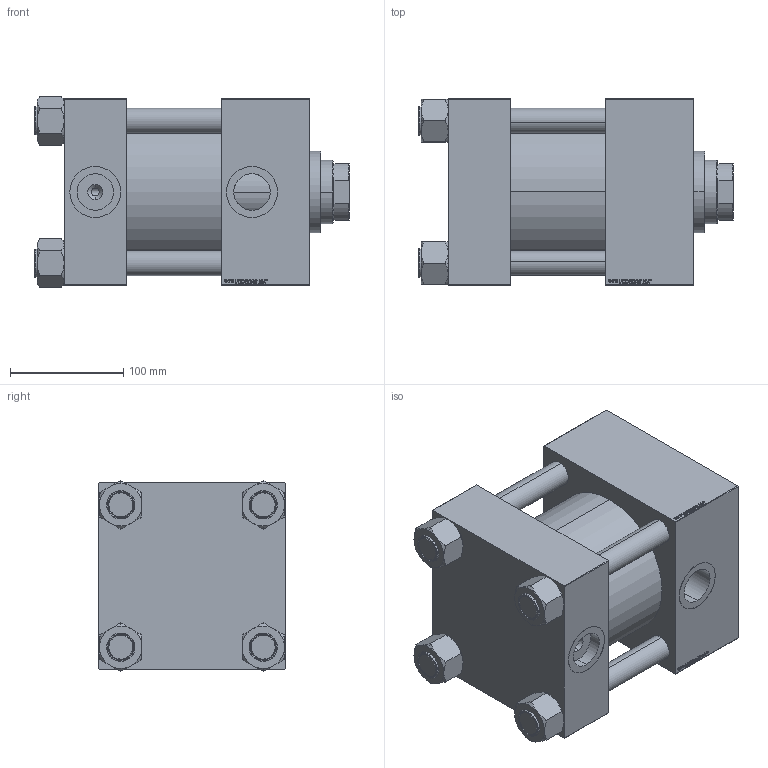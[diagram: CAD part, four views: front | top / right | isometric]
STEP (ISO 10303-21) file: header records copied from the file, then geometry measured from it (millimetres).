
FILE_DESCRIPTION (( 'STEP AP203' ), '1' );
FILE_NAME ('c59f.STEP', '2022-04-15T11:13:49', ( '' ), ( '' ), 'SwSTEP 2.0', 'SolidWorks 2019', '' );
FILE_SCHEMA (( 'CONFIG_CONTROL_DESIGN' ));
Length unit declared in the file: millimetre
Products named in the file (6): V215_VC_A fdcf3be5f65ccb2f066f710e20470c86; V215CR_C_TYCINKA fdcf3be5f65ccb2f066f710e20470c86; c59f; V215CR_C_Body fdcf3be5f65ccb2f066f710e20470c86; V215CR_VCP_C fdcf3be5f65ccb2f066f710e20470c86; NUT_M5_C fdcf3be5f65ccb2f066f710e20470c86
Assembly tree (11 placements, depth 2):
  c59f
    V215CR_C_Body fdcf3be5f65ccb2f066f710e20470c86
    V215CR_VCP_C fdcf3be5f65ccb2f066f710e20470c86
    NUT_M5_C fdcf3be5f65ccb2f066f710e20470c86  x4
    V215CR_C_TYCINKA fdcf3be5f65ccb2f066f710e20470c86  x4
    V215_VC_A fdcf3be5f65ccb2f066f710e20470c86
Bounding box: 278 x 165 x 169.14 mm (x, y, z)
Volume: 4493896.2 mm3; surface area: 503852.8 mm2
Topology: 11 solids, 11 shells, 1203 faces, 3044 edges, 1983 vertices
Faces by surface type: plane 576, bspline 392, cone 136, cylinder 91, torus 8
Entity records: 50922 total; most frequent: CARTESIAN_POINT 27297, ORIENTED_EDGE 5352, DIRECTION 3410, EDGE_CURVE 2676, VERTEX_POINT 1761, LINE 1618, VECTOR 1618, EDGE_LOOP 1179
